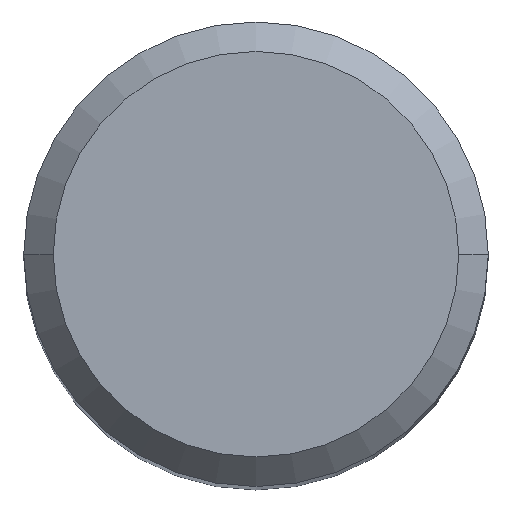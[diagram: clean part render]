
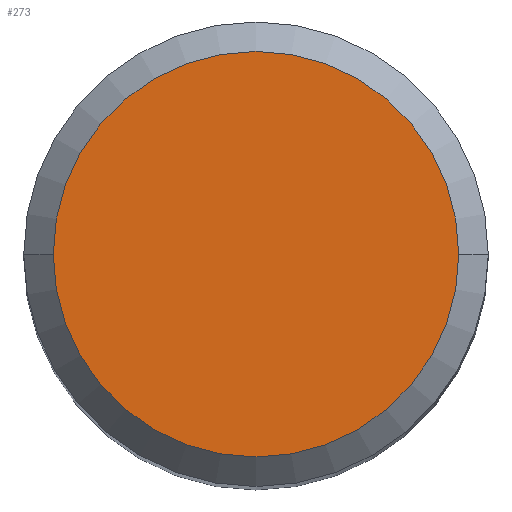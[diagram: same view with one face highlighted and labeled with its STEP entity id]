
A CAD part, top view. The second image highlights one B-rep face of the part: STEP entity #273.
In plain terms, the highlighted planar face has unit normal (0, 0, 1).
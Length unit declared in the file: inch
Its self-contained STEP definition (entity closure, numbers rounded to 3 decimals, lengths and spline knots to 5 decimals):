
#5 = AXIS2_PLACEMENT_3D ( 'NONE', #66, #131, #58 ) ;
#23 = AXIS2_PLACEMENT_3D ( 'NONE', #251, #428, #102 ) ;
#39 = FACE_OUTER_BOUND ( 'NONE', #119, .T. ) ;
#40 = ORIENTED_EDGE ( 'NONE', *, *, #71, .T. ) ;
#58 = DIRECTION ( 'NONE',  ( 1., 0., 0. ) ) ;
#61 = CARTESIAN_POINT ( 'NONE',  ( -0.1031, 0., 0. ) ) ;
#66 = CARTESIAN_POINT ( 'NONE',  ( 0., 0., 0. ) ) ;
#71 = EDGE_CURVE ( 'NONE', #84, #358, #335, .T. ) ;
#84 = VERTEX_POINT ( 'NONE', #61 ) ;
#102 = DIRECTION ( 'NONE',  ( -1., 0., 0. ) ) ;
#104 = CARTESIAN_POINT ( 'NONE',  ( 0.1031, 0., 0. ) ) ;
#112 = PLANE ( 'NONE',  #23 ) ;
#119 = EDGE_LOOP ( 'NONE', ( #40, #232 ) ) ;
#131 = DIRECTION ( 'NONE',  ( 0., 0., 1. ) ) ;
#232 = ORIENTED_EDGE ( 'NONE', *, *, #239, .T. ) ;
#239 = EDGE_CURVE ( 'NONE', #358, #84, #391, .T. ) ;
#251 = CARTESIAN_POINT ( 'NONE',  ( 0., 0.1031, 0. ) ) ;
#272 = DIRECTION ( 'NONE',  ( 1., 0., 0. ) ) ;
#273 = ADVANCED_FACE ( 'NONE', ( #39 ), #112, .F. ) ;
#317 = CARTESIAN_POINT ( 'NONE',  ( 0., 0., 0. ) ) ;
#335 = CIRCLE ( 'NONE', #5, 0.1031 ) ;
#358 = VERTEX_POINT ( 'NONE', #104 ) ;
#391 = CIRCLE ( 'NONE', #441, 0.1031 ) ;
#428 = DIRECTION ( 'NONE',  ( 0., 0., -1. ) ) ;
#441 = AXIS2_PLACEMENT_3D ( 'NONE', #317, #463, #272 ) ;
#463 = DIRECTION ( 'NONE',  ( 0., 0., 1. ) ) ;
